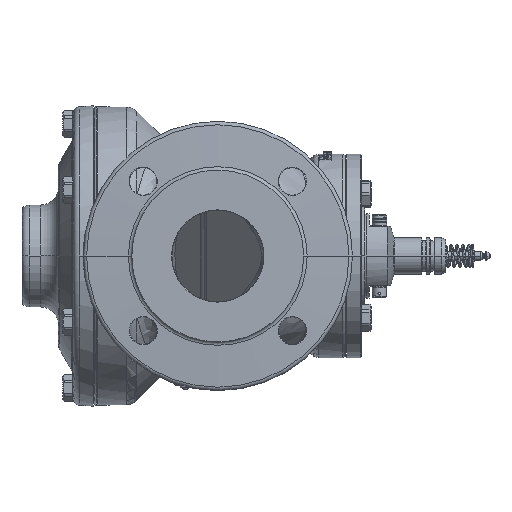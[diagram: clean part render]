
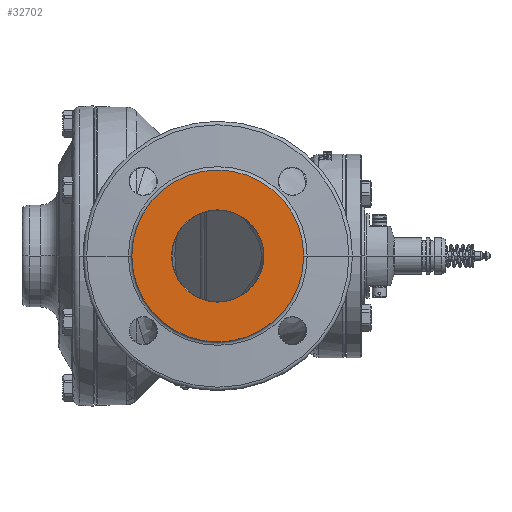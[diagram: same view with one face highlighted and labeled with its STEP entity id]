
A CAD part, left-side view. The second image highlights one B-rep face of the part: STEP entity #32702.
In plain terms, the highlighted planar face has unit normal (-1, 0, 0).
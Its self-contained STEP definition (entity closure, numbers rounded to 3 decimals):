
#9807=CARTESIAN_POINT('',(-145.,0.,
0.));
#9808=DIRECTION('',(-1.,0.,0.));
#9809=DIRECTION('',(0.,-1.,0.));
#9810=AXIS2_PLACEMENT_3D('',#9807,#9808,#9809);
#9812=CARTESIAN_POINT('',(-145.,0.,
0.));
#9813=DIRECTION('',(-1.,0.,0.));
#9814=DIRECTION('',(0.,1.,0.));
#9815=AXIS2_PLACEMENT_3D('',#9812,#9813,#9814);
#9817=CARTESIAN_POINT('',(-145.,0.,0.));
#9818=DIRECTION('',(-1.,0.,0.));
#9819=DIRECTION('',(0.,1.,0.));
#9820=AXIS2_PLACEMENT_3D('',#9817,#9818,#9819);
#9822=CARTESIAN_POINT('',(-145.,0.,0.));
#9823=DIRECTION('',(-1.,0.,0.));
#9824=DIRECTION('',(0.,-1.,0.));
#9825=AXIS2_PLACEMENT_3D('',#9822,#9823,#9824);
#18938=CARTESIAN_POINT('',(-145.,59.037,0.));
#18939=CARTESIAN_POINT('',(-145.,-59.037,0.));
#18940=VERTEX_POINT('',#18938);
#18941=VERTEX_POINT('',#18939);
#19153=CARTESIAN_POINT('',(-145.,-31.7,0.));
#19154=CARTESIAN_POINT('',(-145.,31.7,0.));
#19155=VERTEX_POINT('',#19153);
#19156=VERTEX_POINT('',#19154);
#32687=CARTESIAN_POINT('',(-145.,0.,0.));
#32688=DIRECTION('',(1.,0.,0.));
#32689=DIRECTION('',(0.,-1.,0.));
#32690=AXIS2_PLACEMENT_3D('',#32687,#32688,#32689);
#32691=PLANE('',#32690);
#32693=ORIENTED_EDGE('',*,*,#32692,.F.);
#32695=ORIENTED_EDGE('',*,*,#32694,.F.);
#32696=EDGE_LOOP('',(#32693,#32695));
#32697=FACE_OUTER_BOUND('',#32696,.F.);
#32698=ORIENTED_EDGE('',*,*,#32669,.T.);
#32699=ORIENTED_EDGE('',*,*,#32654,.T.);
#32700=EDGE_LOOP('',(#32698,#32699));
#32701=FACE_BOUND('',#32700,.F.);
#32702=ADVANCED_FACE('',(#32697,#32701),#32691,.F.);
#9811=CIRCLE('',#9810,31.7);
#9816=CIRCLE('',#9815,31.7);
#9821=CIRCLE('',#9820,59.037);
#9826=CIRCLE('',#9825,59.037);
#32654=EDGE_CURVE('',#19156,#19155,#9816,.T.);
#32669=EDGE_CURVE('',#19155,#19156,#9811,.T.);
#32692=EDGE_CURVE('',#18940,#18941,#9821,.T.);
#32694=EDGE_CURVE('',#18941,#18940,#9826,.T.);
